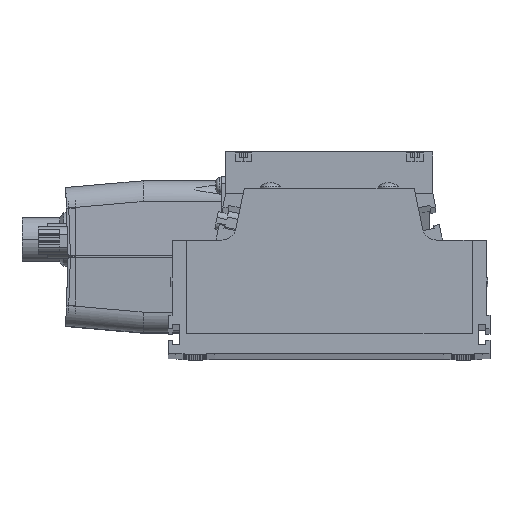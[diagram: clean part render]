
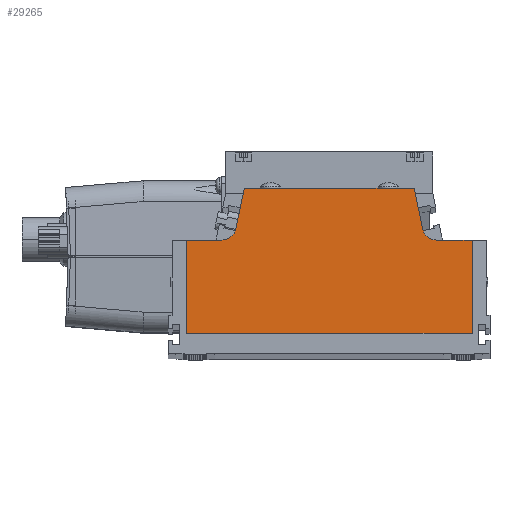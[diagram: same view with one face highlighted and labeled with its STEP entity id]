
A CAD part, top view. The second image highlights one B-rep face of the part: STEP entity #29265.
In plain terms, the highlighted planar face has unit normal (0, 0, 1).
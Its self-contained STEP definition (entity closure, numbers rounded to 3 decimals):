
#122 = VERTEX_POINT ( 'NONE', #19728 ) ;
#816 = CARTESIAN_POINT ( 'NONE',  ( 30.049, 7., 972.5 ) ) ;
#1056 = DIRECTION ( 'NONE',  ( -1., 0., 0. ) ) ;
#1274 = CARTESIAN_POINT ( 'NONE',  ( -40., 3., 972.5 ) ) ;
#1549 = VERTEX_POINT ( 'NONE', #31223 ) ;
#1756 = ORIENTED_EDGE ( 'NONE', *, *, #13495, .F. ) ;
#2793 = DIRECTION ( 'NONE',  ( 1., 0., 0. ) ) ;
#3025 = VERTEX_POINT ( 'NONE', #22275 ) ;
#3226 = LINE ( 'NONE', #25339, #3381 ) ;
#3373 = DIRECTION ( 'NONE',  ( -1., 0., 0. ) ) ;
#3381 = VECTOR ( 'NONE', #3373, 1000. ) ;
#4280 = AXIS2_PLACEMENT_3D ( 'NONE', #21877, #12446, #31651 ) ;
#4889 = VERTEX_POINT ( 'NONE', #24003 ) ;
#5117 = LINE ( 'NONE', #10561, #31644 ) ;
#5252 = ORIENTED_EDGE ( 'NONE', *, *, #16550, .F. ) ;
#5660 = CARTESIAN_POINT ( 'NONE',  ( 23.784, 17.45, 972.5 ) ) ;
#6772 = CARTESIAN_POINT ( 'NONE',  ( 40., 3., 972.5 ) ) ;
#6951 = VERTEX_POINT ( 'NONE', #1274 ) ;
#7436 = VECTOR ( 'NONE', #1056, 1000. ) ;
#7439 = LINE ( 'NONE', #10007, #15092 ) ;
#7529 = DIRECTION ( 'NONE',  ( 0.204, 0.979, 0. ) ) ;
#7708 = EDGE_LOOP ( 'NONE', ( #27799, #30801, #10446, #28165, #1756, #5252, #16675, #9257, #26284, #26955 ) ) ;
#7734 = DIRECTION ( 'NONE',  ( -1., 0., 0. ) ) ;
#7979 = VERTEX_POINT ( 'NONE', #24838 ) ;
#9257 = ORIENTED_EDGE ( 'NONE', *, *, #13200, .T. ) ;
#9783 = EDGE_CURVE ( 'NONE', #22067, #15784, #29996, .T. ) ;
#9802 = VECTOR ( 'NONE', #20399, 1000. ) ;
#10007 = CARTESIAN_POINT ( 'NONE',  ( -23.784, 17.45, 972.5 ) ) ;
#10340 = LINE ( 'NONE', #20085, #30835 ) ;
#10446 = ORIENTED_EDGE ( 'NONE', *, *, #25579, .T. ) ;
#10561 = CARTESIAN_POINT ( 'NONE',  ( -26.797, 3., 972.5 ) ) ;
#11692 = LINE ( 'NONE', #22208, #24375 ) ;
#11837 = DIRECTION ( 'NONE',  ( 0., 0., -1. ) ) ;
#12111 = PLANE ( 'NONE',  #4280 ) ;
#12446 = DIRECTION ( 'NONE',  ( 0., 0., -1. ) ) ;
#12574 = LINE ( 'NONE', #19290, #25204 ) ;
#13200 = EDGE_CURVE ( 'NONE', #1549, #6951, #13240, .T. ) ;
#13240 = LINE ( 'NONE', #23016, #7436 ) ;
#13495 = EDGE_CURVE ( 'NONE', #16886, #22067, #7439, .T. ) ;
#13772 = VERTEX_POINT ( 'NONE', #6772 ) ;
#14033 = EDGE_CURVE ( 'NONE', #4889, #7979, #3226, .T. ) ;
#14915 = CIRCLE ( 'NONE', #23108, 4. ) ;
#15092 = VECTOR ( 'NONE', #2793, 1000. ) ;
#15237 = DIRECTION ( 'NONE',  ( 0., 0., -1. ) ) ;
#15784 = VERTEX_POINT ( 'NONE', #23361 ) ;
#16550 = EDGE_CURVE ( 'NONE', #122, #16886, #5117, .T. ) ;
#16617 = DIRECTION ( 'NONE',  ( -1., 0., 0. ) ) ;
#16675 = ORIENTED_EDGE ( 'NONE', *, *, #19222, .T. ) ;
#16886 = VERTEX_POINT ( 'NONE', #24015 ) ;
#19222 = EDGE_CURVE ( 'NONE', #122, #1549, #27131, .T. ) ;
#19290 = CARTESIAN_POINT ( 'NONE',  ( 40., 84.488, 972.5 ) ) ;
#19637 = CARTESIAN_POINT ( 'NONE',  ( 23.784, 17.45, 972.5 ) ) ;
#19728 = CARTESIAN_POINT ( 'NONE',  ( -26.133, 6.184, 972.5 ) ) ;
#20085 = CARTESIAN_POINT ( 'NONE',  ( -40., 84.488, 972.5 ) ) ;
#20106 = DIRECTION ( 'NONE',  ( -1., 0., 0. ) ) ;
#20399 = DIRECTION ( 'NONE',  ( 0.204, -0.979, 0. ) ) ;
#21877 = CARTESIAN_POINT ( 'NONE',  ( -40., 84.488, 972.5 ) ) ;
#22005 = EDGE_CURVE ( 'NONE', #13772, #3025, #11692, .T. ) ;
#22067 = VERTEX_POINT ( 'NONE', #19637 ) ;
#22208 = CARTESIAN_POINT ( 'NONE',  ( -40., 3., 972.5 ) ) ;
#22275 = CARTESIAN_POINT ( 'NONE',  ( 30.049, 3., 972.5 ) ) ;
#23016 = CARTESIAN_POINT ( 'NONE',  ( -40., 3., 972.5 ) ) ;
#23108 = AXIS2_PLACEMENT_3D ( 'NONE', #816, #15237, #7734 ) ;
#23361 = CARTESIAN_POINT ( 'NONE',  ( 26.133, 6.184, 972.5 ) ) ;
#24003 = CARTESIAN_POINT ( 'NONE',  ( 40., -23.13, 972.5 ) ) ;
#24015 = CARTESIAN_POINT ( 'NONE',  ( -23.784, 17.45, 972.5 ) ) ;
#24290 = FACE_OUTER_BOUND ( 'NONE', #7708, .T. ) ;
#24375 = VECTOR ( 'NONE', #20106, 1000. ) ;
#24838 = CARTESIAN_POINT ( 'NONE',  ( -40., -23.13, 972.5 ) ) ;
#25204 = VECTOR ( 'NONE', #29071, 1000. ) ;
#25339 = CARTESIAN_POINT ( 'NONE',  ( -40., -23.13, 972.5 ) ) ;
#25579 = EDGE_CURVE ( 'NONE', #3025, #15784, #14915, .T. ) ;
#26284 = ORIENTED_EDGE ( 'NONE', *, *, #26843, .T. ) ;
#26843 = EDGE_CURVE ( 'NONE', #6951, #7979, #10340, .T. ) ;
#26955 = ORIENTED_EDGE ( 'NONE', *, *, #14033, .F. ) ;
#27131 = CIRCLE ( 'NONE', #28129, 4. ) ;
#27466 = DIRECTION ( 'NONE',  ( 0., -1., 0. ) ) ;
#27773 = EDGE_CURVE ( 'NONE', #13772, #4889, #12574, .T. ) ;
#27799 = ORIENTED_EDGE ( 'NONE', *, *, #27773, .F. ) ;
#28129 = AXIS2_PLACEMENT_3D ( 'NONE', #29442, #11837, #16617 ) ;
#28165 = ORIENTED_EDGE ( 'NONE', *, *, #9783, .F. ) ;
#29071 = DIRECTION ( 'NONE',  ( 0., -1., 0. ) ) ;
#29265 = ADVANCED_FACE ( 'NONE', ( #24290 ), #12111, .F. ) ;
#29442 = CARTESIAN_POINT ( 'NONE',  ( -30.049, 7., 972.5 ) ) ;
#29996 = LINE ( 'NONE', #5660, #9802 ) ;
#30801 = ORIENTED_EDGE ( 'NONE', *, *, #22005, .T. ) ;
#30835 = VECTOR ( 'NONE', #27466, 1000. ) ;
#31223 = CARTESIAN_POINT ( 'NONE',  ( -30.049, 3., 972.5 ) ) ;
#31644 = VECTOR ( 'NONE', #7529, 1000. ) ;
#31651 = DIRECTION ( 'NONE',  ( -1., 0., 0. ) ) ;
